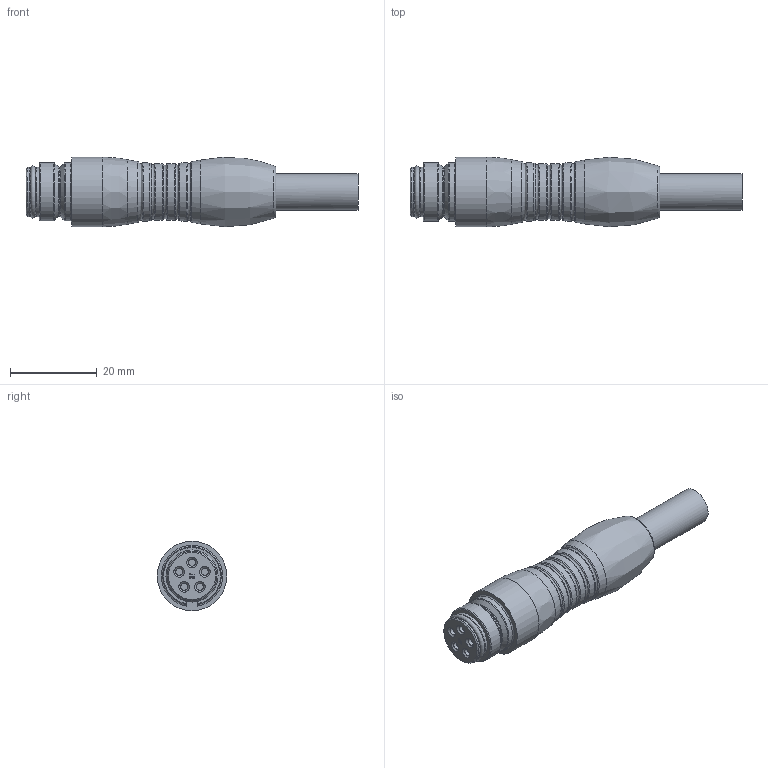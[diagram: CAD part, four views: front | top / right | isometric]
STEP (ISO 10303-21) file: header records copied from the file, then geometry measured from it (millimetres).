
FILE_DESCRIPTION(/* description */ (''),/* implementation_level */ '2;1');
FILE_NAME(/* name */ '00 7200 0031 001_00.stp',/* time_stamp */ '2014-04-30T11:47:55+02:00',/* author */ (''),/* organization */ (''),/* preprocessor_version */ 'ST-DEVELOPER v14',/* originating_system */ 'SIEMENS PLM Software NX 8.0',/* authorisation */ '');
FILE_SCHEMA (('AP203_CONFIGURATION_CONTROLLED_3D_DESIGN_OF_MECHANICAL_PARTS_AND_ASSEMBLIES_MIM_LF { 1 0 10303 403 2 1 2}'));
Length unit declared in the file: millimetre
Products named in the file (1): cerl08A43241u8h7
Bounding box: 76.5 x 16 x 16 mm (x, y, z)
Volume: 10200.8 mm3; surface area: 3799.5 mm2
Topology: 1 solids, 1 shells, 95 faces, 212 edges, 135 vertices
Faces by surface type: plane 36, torus 32, cylinder 17, cone 8, bspline 2
Full cylindrical faces by diameter (mm): 1.65 x5, 2.45 x5, 8.4 x1, 10.8 x1, 11.4 x2, 16 x1
Entity records: 2494 total; most frequent: CARTESIAN_POINT 570, DIRECTION 394, ORIENTED_EDGE 292, AXIS2_PLACEMENT_3D 170, EDGE_LOOP 160, EDGE_CURVE 146, FACE_BOUND 123, VERTEX_POINT 118
